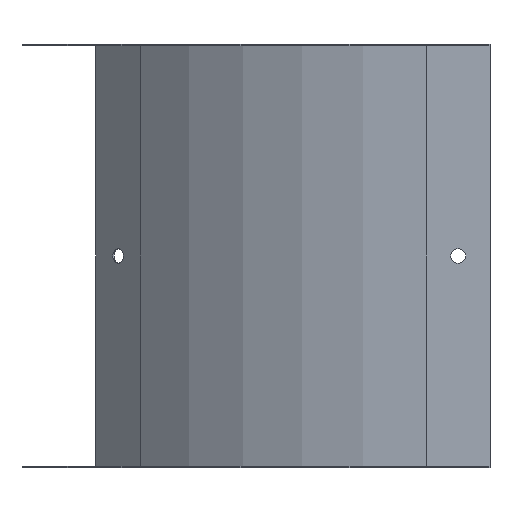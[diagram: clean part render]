
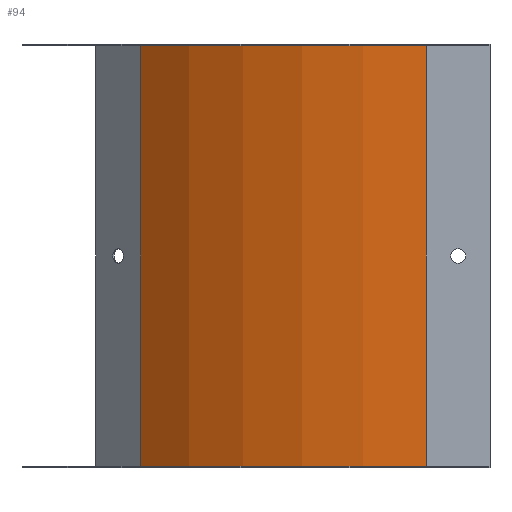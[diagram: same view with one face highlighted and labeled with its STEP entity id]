
A CAD part, left-side view. The second image highlights one B-rep face of the part: STEP entity #94.
In plain terms, the highlighted cylindrical face has radius 190.8 mm (diameter 381.6 mm), a partial arc.
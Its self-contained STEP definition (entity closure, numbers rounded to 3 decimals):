
#3 = AXIS2_PLACEMENT_3D ( 'NONE', #490, #489, #488 ) ;
#42 = AXIS2_PLACEMENT_3D ( 'NONE', #329, #327, #326 ) ;
#43 = AXIS2_PLACEMENT_3D ( 'NONE', #574, #572, #569 ) ;
#94 = ADVANCED_FACE ( 'NONE', ( #155 ), #159, .T. ) ;
#155 = FACE_OUTER_BOUND ( 'NONE', #876, .T. ) ;
#159 = CYLINDRICAL_SURFACE ( 'NONE', #43, 190.8 ) ;
#172 = VECTOR ( 'NONE', #531, 1000. ) ;
#183 = LINE ( 'NONE', #536, #172 ) ;
#229 = CARTESIAN_POINT ( 'NONE',  ( 49.2, 30.048, -198.4 ) ) ;
#230 = DIRECTION ( 'NONE',  ( 0., 0., 1. ) ) ;
#234 = CARTESIAN_POINT ( 'NONE',  ( 105.084, 164.964, -199.2 ) ) ;
#326 = DIRECTION ( 'NONE',  ( 1., 0., 0. ) ) ;
#327 = DIRECTION ( 'NONE',  ( 0., 0., 1. ) ) ;
#329 = CARTESIAN_POINT ( 'NONE',  ( 240., 30.048, -198.4 ) ) ;
#464 = CARTESIAN_POINT ( 'NONE',  ( 105.084, 164.964, -198.4 ) ) ;
#488 = DIRECTION ( 'NONE',  ( -1., 0., 0. ) ) ;
#489 = DIRECTION ( 'NONE',  ( 0., 0., 1. ) ) ;
#490 = CARTESIAN_POINT ( 'NONE',  ( 240., 30.048, 0. ) ) ;
#531 = DIRECTION ( 'NONE',  ( 0., 0., 1. ) ) ;
#536 = CARTESIAN_POINT ( 'NONE',  ( 49.2, 30.048, -199.2 ) ) ;
#569 = DIRECTION ( 'NONE',  ( 1., 0., 0. ) ) ;
#572 = DIRECTION ( 'NONE',  ( 0., 0., 1. ) ) ;
#574 = CARTESIAN_POINT ( 'NONE',  ( 240., 30.048, -199.2 ) ) ;
#632 = CARTESIAN_POINT ( 'NONE',  ( 49.2, 30.048, 0. ) ) ;
#636 = CARTESIAN_POINT ( 'NONE',  ( 105.084, 164.964, 0. ) ) ;
#735 = VERTEX_POINT ( 'NONE', #636 ) ;
#741 = VERTEX_POINT ( 'NONE', #632 ) ;
#773 = CIRCLE ( 'NONE', #3, 190.8 ) ;
#827 = ORIENTED_EDGE ( 'NONE', *, *, #1116, .F. ) ;
#876 = EDGE_LOOP ( 'NONE', ( #968, #966, #967, #827 ) ) ;
#916 = VERTEX_POINT ( 'NONE', #464 ) ;
#927 = VERTEX_POINT ( 'NONE', #229 ) ;
#966 = ORIENTED_EDGE ( 'NONE', *, *, #1163, .T. ) ;
#967 = ORIENTED_EDGE ( 'NONE', *, *, #1085, .T. ) ;
#968 = ORIENTED_EDGE ( 'NONE', *, *, #1188, .F. ) ;
#981 = CIRCLE ( 'NONE', #42, 190.8 ) ;
#1023 = LINE ( 'NONE', #234, #1026 ) ;
#1026 = VECTOR ( 'NONE', #230, 1000. ) ;
#1085 = EDGE_CURVE ( 'NONE', #927, #741, #183, .T. ) ;
#1116 = EDGE_CURVE ( 'NONE', #735, #741, #773, .T. ) ;
#1163 = EDGE_CURVE ( 'NONE', #916, #927, #981, .T. ) ;
#1188 = EDGE_CURVE ( 'NONE', #916, #735, #1023, .T. ) ;
